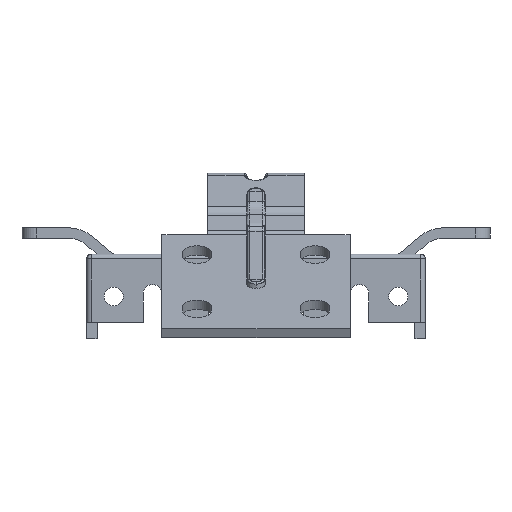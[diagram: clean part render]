
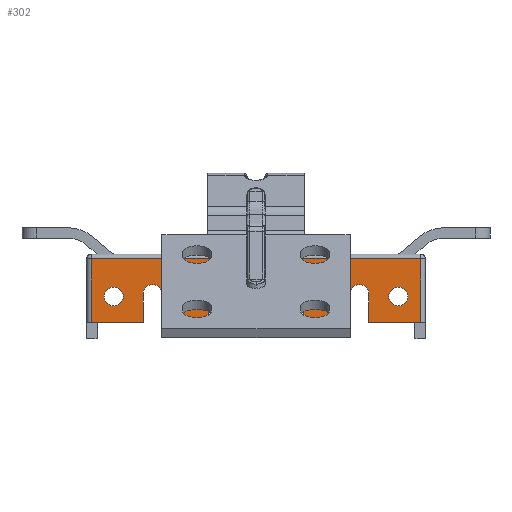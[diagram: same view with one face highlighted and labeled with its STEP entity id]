
A CAD part, front view. The second image highlights one B-rep face of the part: STEP entity #302.
In plain terms, the highlighted planar face has unit normal (0, -1, 0).
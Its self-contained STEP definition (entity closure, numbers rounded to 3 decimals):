
#29=FACE_BOUND('',#888,.T.);
#30=FACE_BOUND('',#889,.T.);
#302=ADVANCED_FACE('',(#588,#29,#30),#4660,.T.);
#588=FACE_OUTER_BOUND('',#887,.T.);
#887=EDGE_LOOP('',(#2220,#2221,#2222,#2223,#2224,#2225,#2226,#2227,#2228,
#2229,#2230,#2231,#2232,#2233,#2234,#2235));
#888=EDGE_LOOP('',(#2236,#2237));
#889=EDGE_LOOP('',(#2238,#2239));
#2220=ORIENTED_EDGE('',*,*,#3065,.T.);
#2221=ORIENTED_EDGE('',*,*,#3067,.F.);
#2222=ORIENTED_EDGE('',*,*,#2793,.F.);
#2223=ORIENTED_EDGE('',*,*,#2789,.F.);
#2224=ORIENTED_EDGE('',*,*,#2831,.F.);
#2225=ORIENTED_EDGE('',*,*,#2828,.F.);
#2226=ORIENTED_EDGE('',*,*,#2825,.F.);
#2227=ORIENTED_EDGE('',*,*,#2822,.F.);
#2228=ORIENTED_EDGE('',*,*,#2819,.F.);
#2229=ORIENTED_EDGE('',*,*,#2816,.F.);
#2230=ORIENTED_EDGE('',*,*,#2813,.F.);
#2231=ORIENTED_EDGE('',*,*,#2810,.F.);
#2232=ORIENTED_EDGE('',*,*,#2807,.F.);
#2233=ORIENTED_EDGE('',*,*,#2804,.F.);
#2234=ORIENTED_EDGE('',*,*,#2801,.F.);
#2235=ORIENTED_EDGE('',*,*,#3066,.F.);
#2236=ORIENTED_EDGE('',*,*,#2833,.T.);
#2237=ORIENTED_EDGE('',*,*,#3093,.T.);
#2238=ORIENTED_EDGE('',*,*,#2836,.T.);
#2239=ORIENTED_EDGE('',*,*,#3096,.T.);
#2789=EDGE_CURVE('',#4283,#4284,#3213,.T.);
#2793=EDGE_CURVE('',#4284,#4456,#3217,.T.);
#2801=EDGE_CURVE('',#4460,#4289,#3225,.T.);
#2804=EDGE_CURVE('',#4289,#4291,#3228,.T.);
#2807=EDGE_CURVE('',#4291,#4293,#3747,.T.);
#2810=EDGE_CURVE('',#4293,#4295,#3231,.T.);
#2813=EDGE_CURVE('',#4295,#4297,#3234,.T.);
#2816=EDGE_CURVE('',#4297,#4299,#3237,.T.);
#2819=EDGE_CURVE('',#4299,#4301,#3240,.T.);
#2822=EDGE_CURVE('',#4301,#4303,#3243,.T.);
#2825=EDGE_CURVE('',#4303,#4305,#3246,.T.);
#2828=EDGE_CURVE('',#4305,#4307,#3249,.T.);
#2831=EDGE_CURVE('',#4307,#4283,#3749,.T.);
#2833=EDGE_CURVE('',#4309,#4482,#3751,.T.);
#2836=EDGE_CURVE('',#4311,#4484,#3753,.T.);
#3065=EDGE_CURVE('',#4468,#4469,#3401,.T.);
#3066=EDGE_CURVE('',#4468,#4460,#3402,.T.);
#3067=EDGE_CURVE('',#4456,#4469,#3403,.T.);
#3093=EDGE_CURVE('',#4482,#4309,#3829,.T.);
#3096=EDGE_CURVE('',#4484,#4311,#3831,.T.);
#3213=B_SPLINE_CURVE_WITH_KNOTS('',1,(#10536,#10537),.UNSPECIFIED.,.F.,
 .F.,(2,2),(-32.55,-26.5),.UNSPECIFIED.);
#3217=B_SPLINE_CURVE_WITH_KNOTS('',1,(#10544,#10545),.UNSPECIFIED.,.F.,
 .F.,(2,2),(-26.5,-15.5),.UNSPECIFIED.);
#3225=B_SPLINE_CURVE_WITH_KNOTS('',1,(#10560,#10561),.UNSPECIFIED.,.F.,
 .F.,(2,2),(87.5,98.5),.UNSPECIFIED.);
#3228=B_SPLINE_CURVE_WITH_KNOTS('',1,(#10566,#10567),.UNSPECIFIED.,.F.,
 .F.,(2,2),(98.5,104.55),.UNSPECIFIED.);
#3231=B_SPLINE_CURVE_WITH_KNOTS('',1,(#10580,#10581),.UNSPECIFIED.,.F.,
 .F.,(2,2),(110.833,118.783),.UNSPECIFIED.);
#3234=B_SPLINE_CURVE_WITH_KNOTS('',1,(#10586,#10587),.UNSPECIFIED.,.F.,
 .F.,(2,2),(118.783,128.783),.UNSPECIFIED.);
#3237=B_SPLINE_CURVE_WITH_KNOTS('',1,(#10592,#10593),.UNSPECIFIED.,.F.,
 .F.,(2,2),(128.783,138.183),.UNSPECIFIED.);
#3240=B_SPLINE_CURVE_WITH_KNOTS('',1,(#10598,#10599,#10600),
 .UNSPECIFIED.,.F.,.F.,(2,1,2),(138.183,148.183,158.183),
 .UNSPECIFIED.);
#3243=B_SPLINE_CURVE_WITH_KNOTS('',1,(#10606,#10607),.UNSPECIFIED.,.F.,
 .F.,(2,2),(158.183,167.583),.UNSPECIFIED.);
#3246=B_SPLINE_CURVE_WITH_KNOTS('',1,(#10612,#10613),.UNSPECIFIED.,.F.,
 .F.,(2,2),(167.583,177.583),.UNSPECIFIED.);
#3249=B_SPLINE_CURVE_WITH_KNOTS('',1,(#10618,#10619),.UNSPECIFIED.,.F.,
 .F.,(2,2),(177.583,185.533),.UNSPECIFIED.);
#3401=B_SPLINE_CURVE_WITH_KNOTS('',1,(#11210,#11211),.UNSPECIFIED.,.F.,
 .F.,(2,2),(1.,71.),.UNSPECIFIED.);
#3402=B_SPLINE_CURVE_WITH_KNOTS('',1,(#11212,#11213),.UNSPECIFIED.,.F.,
 .F.,(2,2),(1.,14.5),.UNSPECIFIED.);
#3403=B_SPLINE_CURVE_WITH_KNOTS('',1,(#11214,#11215),.UNSPECIFIED.,.F.,
 .F.,(2,2),(0.,13.5),.UNSPECIFIED.);
#3747=TRIMMED_CURVE($,#3961,(#10573),(#10574),.T.,.CARTESIAN.);
#3749=TRIMMED_CURVE($,#3963,(#10625),(#10626),.T.,.CARTESIAN.);
#3751=TRIMMED_CURVE($,#3965,(#10631),(#10632),.T.,.CARTESIAN.);
#3753=TRIMMED_CURVE($,#3967,(#10639),(#10640),.T.,.CARTESIAN.);
#3829=TRIMMED_CURVE($,#4043,(#11283),(#11284),.T.,.CARTESIAN.);
#3831=TRIMMED_CURVE($,#4045,(#11291),(#11292),.T.,.CARTESIAN.);
#3961=CIRCLE('',#5166,2.);
#3963=CIRCLE('',#5168,2.);
#3965=CIRCLE('',#5170,2.);
#3967=CIRCLE('',#5172,2.);
#4043=CIRCLE('',#5248,2.);
#4045=CIRCLE('',#5250,2.);
#4283=VERTEX_POINT('',#10333);
#4284=VERTEX_POINT('',#10334);
#4289=VERTEX_POINT('',#10339);
#4291=VERTEX_POINT('',#10341);
#4293=VERTEX_POINT('',#10343);
#4295=VERTEX_POINT('',#10345);
#4297=VERTEX_POINT('',#10347);
#4299=VERTEX_POINT('',#10349);
#4301=VERTEX_POINT('',#10351);
#4303=VERTEX_POINT('',#10353);
#4305=VERTEX_POINT('',#10355);
#4307=VERTEX_POINT('',#10357);
#4309=VERTEX_POINT('',#10359);
#4311=VERTEX_POINT('',#10361);
#4456=VERTEX_POINT('',#10506);
#4460=VERTEX_POINT('',#10510);
#4468=VERTEX_POINT('',#10518);
#4469=VERTEX_POINT('',#10519);
#4482=VERTEX_POINT('',#10532);
#4484=VERTEX_POINT('',#10534);
#4660=PLANE('',#5150);
#5150=AXIS2_PLACEMENT_3D('',#10287,#5693,$);
#5166=AXIS2_PLACEMENT_3D($,#10572,#5709,#5710);
#5168=AXIS2_PLACEMENT_3D($,#10624,#5713,#5714);
#5170=AXIS2_PLACEMENT_3D($,#10630,#5717,#5718);
#5172=AXIS2_PLACEMENT_3D($,#10638,#5721,#5722);
#5248=AXIS2_PLACEMENT_3D($,#11282,#5873,#5874);
#5250=AXIS2_PLACEMENT_3D($,#11290,#5877,#5878);
#5693=DIRECTION('',(0.,-1.,0.));
#5709=DIRECTION('',(0.,-1.,0.));
#5710=DIRECTION('',(1.,0.,0.));
#5713=DIRECTION('',(0.,-1.,0.));
#5714=DIRECTION('',(1.,0.,0.));
#5717=DIRECTION('',(0.,1.,0.));
#5718=DIRECTION('',(-1.,0.,0.));
#5721=DIRECTION('',(0.,1.,0.));
#5722=DIRECTION('',(1.,0.,0.));
#5873=DIRECTION('',(0.,1.,0.));
#5874=DIRECTION('',(1.,0.,0.));
#5877=DIRECTION('',(0.,1.,0.));
#5878=DIRECTION('',(-1.,0.,0.));
#10287=CARTESIAN_POINT('',(-98.585,-13.026,4.25));
#10333=CARTESIAN_POINT('',(-77.585,-13.026,-6.25));
#10334=CARTESIAN_POINT('',(-77.585,-13.026,-12.3));
#10339=CARTESIAN_POINT('',(-29.585,-13.026,-12.3));
#10341=CARTESIAN_POINT('',(-29.585,-13.026,-6.25));
#10343=CARTESIAN_POINT('',(-33.585,-13.026,-6.25));
#10345=CARTESIAN_POINT('',(-33.585,-13.026,-14.2));
#10347=CARTESIAN_POINT('',(-43.585,-13.026,-14.2));
#10349=CARTESIAN_POINT('',(-43.585,-13.026,-4.8));
#10351=CARTESIAN_POINT('',(-63.585,-13.026,-4.8));
#10353=CARTESIAN_POINT('',(-63.585,-13.026,-14.2));
#10355=CARTESIAN_POINT('',(-73.585,-13.026,-14.2));
#10357=CARTESIAN_POINT('',(-73.585,-13.026,-6.25));
#10359=CARTESIAN_POINT('',(-85.835,-13.026,-6.8));
#10361=CARTESIAN_POINT('',(-21.335,-13.026,-6.8));
#10506=CARTESIAN_POINT('',(-88.585,-13.026,-12.3));
#10510=CARTESIAN_POINT('',(-18.585,-13.026,-12.3));
#10518=CARTESIAN_POINT('',(-18.585,-13.026,1.2));
#10519=CARTESIAN_POINT('',(-88.585,-13.026,1.2));
#10532=CARTESIAN_POINT('',(-81.835,-13.026,-6.8));
#10534=CARTESIAN_POINT('',(-25.335,-13.026,-6.8));
#10536=CARTESIAN_POINT('',(-77.585,-13.026,-6.25));
#10537=CARTESIAN_POINT('',(-77.585,-13.026,-12.3));
#10544=CARTESIAN_POINT('',(-77.585,-13.026,-12.3));
#10545=CARTESIAN_POINT('',(-88.585,-13.026,-12.3));
#10560=CARTESIAN_POINT('',(-18.585,-13.026,-12.3));
#10561=CARTESIAN_POINT('',(-29.585,-13.026,-12.3));
#10566=CARTESIAN_POINT('',(-29.585,-13.026,-12.3));
#10567=CARTESIAN_POINT('',(-29.585,-13.026,-6.25));
#10572=CARTESIAN_POINT('',(-31.585,-13.026,-6.25));
#10573=CARTESIAN_POINT('',(-29.585,-13.026,-6.25));
#10574=CARTESIAN_POINT('',(-33.585,-13.026,-6.25));
#10580=CARTESIAN_POINT('',(-33.585,-13.026,-6.25));
#10581=CARTESIAN_POINT('',(-33.585,-13.026,-14.2));
#10586=CARTESIAN_POINT('',(-33.585,-13.026,-14.2));
#10587=CARTESIAN_POINT('',(-43.585,-13.026,-14.2));
#10592=CARTESIAN_POINT('',(-43.585,-13.026,-14.2));
#10593=CARTESIAN_POINT('',(-43.585,-13.026,-4.8));
#10598=CARTESIAN_POINT('',(-43.585,-13.026,-4.8));
#10599=CARTESIAN_POINT('',(-53.585,-13.026,-4.8));
#10600=CARTESIAN_POINT('',(-63.585,-13.026,-4.8));
#10606=CARTESIAN_POINT('',(-63.585,-13.026,-4.8));
#10607=CARTESIAN_POINT('',(-63.585,-13.026,-14.2));
#10612=CARTESIAN_POINT('',(-63.585,-13.026,-14.2));
#10613=CARTESIAN_POINT('',(-73.585,-13.026,-14.2));
#10618=CARTESIAN_POINT('',(-73.585,-13.026,-14.2));
#10619=CARTESIAN_POINT('',(-73.585,-13.026,-6.25));
#10624=CARTESIAN_POINT('',(-75.585,-13.026,-6.25));
#10625=CARTESIAN_POINT('',(-73.585,-13.026,-6.25));
#10626=CARTESIAN_POINT('',(-77.585,-13.026,-6.25));
#10630=CARTESIAN_POINT('',(-83.835,-13.026,-6.8));
#10631=CARTESIAN_POINT('',(-85.835,-13.026,-6.8));
#10632=CARTESIAN_POINT('',(-81.835,-13.026,-6.8));
#10638=CARTESIAN_POINT('',(-23.335,-13.026,-6.8));
#10639=CARTESIAN_POINT('',(-21.335,-13.026,-6.8));
#10640=CARTESIAN_POINT('',(-25.335,-13.026,-6.8));
#11210=CARTESIAN_POINT('',(-18.585,-13.026,1.2));
#11211=CARTESIAN_POINT('',(-88.585,-13.026,1.2));
#11212=CARTESIAN_POINT('',(-18.585,-13.026,1.2));
#11213=CARTESIAN_POINT('',(-18.585,-13.026,-12.3));
#11214=CARTESIAN_POINT('',(-88.585,-13.026,-12.3));
#11215=CARTESIAN_POINT('',(-88.585,-13.026,1.2));
#11282=CARTESIAN_POINT('',(-83.835,-13.026,-6.8));
#11283=CARTESIAN_POINT('',(-81.835,-13.026,-6.8));
#11284=CARTESIAN_POINT('',(-85.835,-13.026,-6.8));
#11290=CARTESIAN_POINT('',(-23.335,-13.026,-6.8));
#11291=CARTESIAN_POINT('',(-25.335,-13.026,-6.8));
#11292=CARTESIAN_POINT('',(-21.335,-13.026,-6.8));
